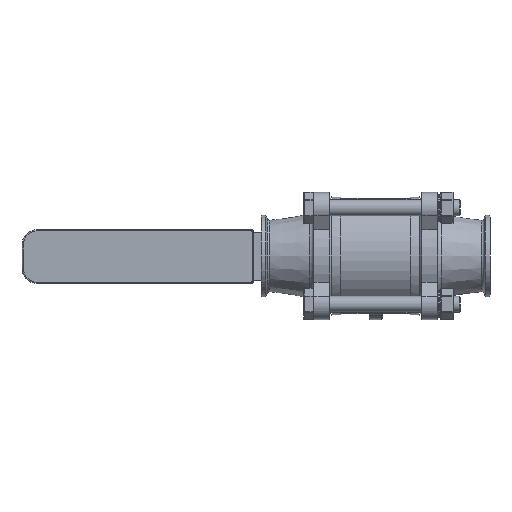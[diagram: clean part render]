
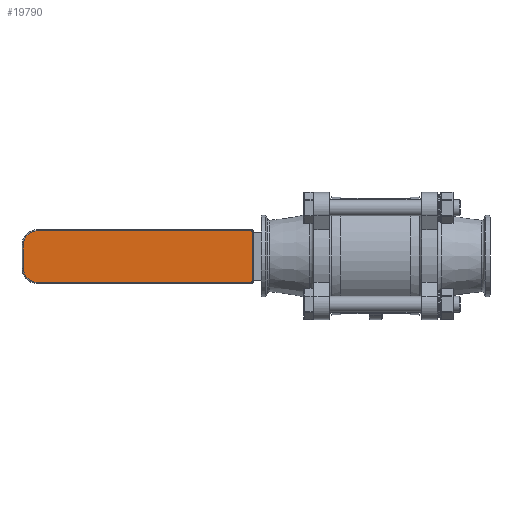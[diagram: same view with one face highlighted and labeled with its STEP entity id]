
A CAD part, front view. The second image highlights one B-rep face of the part: STEP entity #19790.
In plain terms, the highlighted planar face has unit normal (0, -1, 0).
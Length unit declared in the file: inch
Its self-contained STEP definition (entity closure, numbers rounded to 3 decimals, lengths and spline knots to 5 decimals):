
#1274=PLANE('',#21304);
#3112=FACE_OUTER_BOUND('',#4266,.T.);
#4266=EDGE_LOOP('',(#16696,#16697,#16698,#16699,#16700,#16701,#16702,#16703));
#5707=LINE('',#32306,#7483);
#5709=LINE('',#32342,#7485);
#5712=LINE('',#32349,#7488);
#5713=LINE('',#32363,#7489);
#7483=VECTOR('',#24337,0.3937);
#7485=VECTOR('',#24357,0.3937);
#7488=VECTOR('',#24364,0.3937);
#7489=VECTOR('',#24383,0.3937);
#8677=CIRCLE('',#21280,0.03125);
#8681=CIRCLE('',#21284,0.03125);
#8685=CIRCLE('',#21291,0.34375);
#8689=CIRCLE('',#21296,0.34375);
#9772=VERTEX_POINT('',#32303);
#9773=VERTEX_POINT('',#32305);
#9776=VERTEX_POINT('',#32320);
#9777=VERTEX_POINT('',#32333);
#9780=VERTEX_POINT('',#32340);
#9781=VERTEX_POINT('',#32345);
#9784=VERTEX_POINT('',#32352);
#9785=VERTEX_POINT('',#32357);
#12182=EDGE_CURVE('',#9772,#9773,#5707,.T.);
#12186=EDGE_CURVE('',#9776,#9772,#8677,.T.);
#12190=EDGE_CURVE('',#9773,#9777,#8681,.T.);
#12192=EDGE_CURVE('',#9780,#9776,#5709,.T.);
#12196=EDGE_CURVE('',#9777,#9781,#5712,.T.);
#12198=EDGE_CURVE('',#9784,#9780,#8685,.T.);
#12202=EDGE_CURVE('',#9781,#9785,#8689,.T.);
#12203=EDGE_CURVE('',#9785,#9784,#5713,.T.);
#16696=ORIENTED_EDGE('',*,*,#12182,.F.);
#16697=ORIENTED_EDGE('',*,*,#12186,.F.);
#16698=ORIENTED_EDGE('',*,*,#12192,.F.);
#16699=ORIENTED_EDGE('',*,*,#12198,.F.);
#16700=ORIENTED_EDGE('',*,*,#12203,.F.);
#16701=ORIENTED_EDGE('',*,*,#12202,.F.);
#16702=ORIENTED_EDGE('',*,*,#12196,.F.);
#16703=ORIENTED_EDGE('',*,*,#12190,.F.);
#19790=ADVANCED_FACE('',(#3112),#1274,.T.);
#21280=AXIS2_PLACEMENT_3D('',#32322,#24343,#24344);
#21284=AXIS2_PLACEMENT_3D('',#32337,#24351,#24352);
#21291=AXIS2_PLACEMENT_3D('',#32354,#24369,#24370);
#21296=AXIS2_PLACEMENT_3D('',#32361,#24379,#24380);
#21304=AXIS2_PLACEMENT_3D('',#32391,#24408,#24409);
#24337=DIRECTION('',(0.,0.,1.));
#24343=DIRECTION('center_axis',(0.,1.,0.));
#24344=DIRECTION('ref_axis',(-0.707,0.,-0.707));
#24351=DIRECTION('center_axis',(0.,1.,0.));
#24352=DIRECTION('ref_axis',(-0.707,0.,0.707));
#24357=DIRECTION('',(-1.,0.,0.));
#24364=DIRECTION('',(1.,0.,0.));
#24369=DIRECTION('center_axis',(0.,1.,0.));
#24370=DIRECTION('ref_axis',(0.707,0.,-0.707));
#24379=DIRECTION('center_axis',(0.,1.,0.));
#24380=DIRECTION('ref_axis',(0.707,0.,0.707));
#24383=DIRECTION('',(0.,0.,-1.));
#24408=DIRECTION('center_axis',(0.,-1.,0.));
#24409=DIRECTION('ref_axis',(0.,0.,-1.));
#32303=CARTESIAN_POINT('',(3.52249,1.33428,-0.59375));
#32305=CARTESIAN_POINT('',(3.52249,1.33428,0.59375));
#32306=CARTESIAN_POINT('',(3.52249,1.33428,0.));
#32320=CARTESIAN_POINT('',(3.55374,1.33428,-0.625));
#32322=CARTESIAN_POINT('Origin',(3.55374,1.33428,-0.59375));
#32333=CARTESIAN_POINT('',(3.55374,1.33428,0.625));
#32337=CARTESIAN_POINT('Origin',(3.55374,1.33428,0.59375));
#32340=CARTESIAN_POINT('',(8.74124,1.33428,-0.625));
#32342=CARTESIAN_POINT('',(7.70999,1.33428,-0.625));
#32345=CARTESIAN_POINT('',(8.74124,1.33428,0.625));
#32349=CARTESIAN_POINT('',(7.70999,1.33428,0.625));
#32352=CARTESIAN_POINT('',(9.08499,1.33428,-0.28125));
#32354=CARTESIAN_POINT('Origin',(8.74124,1.33428,-0.28125));
#32357=CARTESIAN_POINT('',(9.08499,1.33428,0.28125));
#32361=CARTESIAN_POINT('Origin',(8.74124,1.33428,0.28125));
#32363=CARTESIAN_POINT('',(9.08499,1.33428,0.));
#32391=CARTESIAN_POINT('Origin',(9.11624,1.33428,0.));
